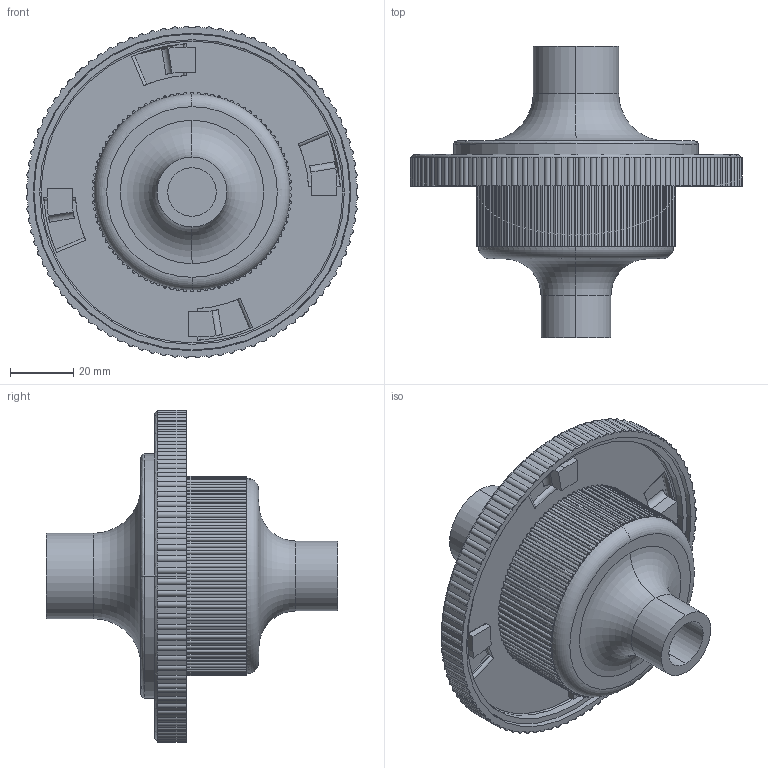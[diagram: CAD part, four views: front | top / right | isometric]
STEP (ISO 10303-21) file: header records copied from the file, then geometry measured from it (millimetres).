
FILE_DESCRIPTION (( 'STEP AP203' ), '1' );
FILE_NAME ('Assemblage_Filter Box v5 02 for 3D print.STEP', '2020-04-01T17:18:00', ( '' ), ( '' ), 'SwSTEP 2.0', 'SolidWorks 2014', '' );
FILE_SCHEMA (( 'CONFIG_CONTROL_DESIGN' ));
Length unit declared in the file: millimetre
Products named in the file (1): Assemblage_Filter Box v5 02 for 3D print
Bounding box: 105.04 x 92.3 x 105.04 mm (x, y, z)
Volume: 79712.1 mm3; surface area: 70875.3 mm2
Topology: 4 solids, 4 shells, 768 faces, 1889 edges, 1138 vertices
Faces by surface type: cylinder 491, plane 247, bspline 14, torus 12, cone 4
Entity records: 23926 total; most frequent: CARTESIAN_POINT 5286, DIRECTION 4289, ORIENTED_EDGE 3778, EDGE_CURVE 1889, AXIS2_PLACEMENT_3D 1825, VERTEX_POINT 1138, CIRCLE 1070, EDGE_LOOP 799
